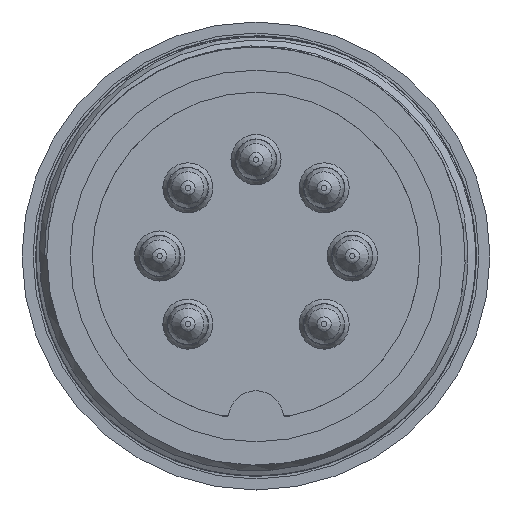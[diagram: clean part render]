
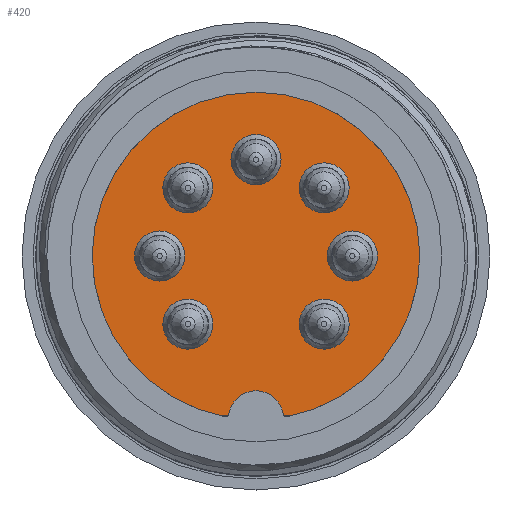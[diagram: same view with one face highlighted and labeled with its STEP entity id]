
A CAD part, front view. The second image highlights one B-rep face of the part: STEP entity #420.
In plain terms, the highlighted planar face has unit normal (0, -1, 0).
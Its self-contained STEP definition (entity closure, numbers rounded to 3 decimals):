
#316=LINE('',#2463,#346);
#317=LINE('',#2467,#347);
#318=LINE('',#2469,#348);
#319=LINE('',#2471,#349);
#320=LINE('',#2475,#350);
#346=VECTOR('',#1965,1.);
#347=VECTOR('',#1968,1.);
#348=VECTOR('',#1969,1.);
#349=VECTOR('',#1970,1.);
#350=VECTOR('',#1973,1.);
#420=ADVANCED_FACE('',(#578,#579,#580,#581,#582,#583,#584,#585),#532,.F.);
#532=PLANE('',#1726);
#578=FACE_BOUND('',#757,.T.);
#579=FACE_BOUND('',#758,.T.);
#580=FACE_BOUND('',#759,.T.);
#581=FACE_BOUND('',#760,.T.);
#582=FACE_BOUND('',#761,.T.);
#583=FACE_BOUND('',#762,.T.);
#584=FACE_BOUND('',#763,.T.);
#585=FACE_BOUND('',#764,.T.);
#757=EDGE_LOOP('',(#987));
#758=EDGE_LOOP('',(#988));
#759=EDGE_LOOP('',(#989));
#760=EDGE_LOOP('',(#990));
#761=EDGE_LOOP('',(#991));
#762=EDGE_LOOP('',(#992));
#763=EDGE_LOOP('',(#993));
#764=EDGE_LOOP('',(#994,#995,#996,#997,#998,#999,#1000,#1001));
#987=ORIENTED_EDGE('',*,*,#1443,.T.);
#988=ORIENTED_EDGE('',*,*,#1444,.T.);
#989=ORIENTED_EDGE('',*,*,#1445,.T.);
#990=ORIENTED_EDGE('',*,*,#1446,.T.);
#991=ORIENTED_EDGE('',*,*,#1447,.T.);
#992=ORIENTED_EDGE('',*,*,#1448,.T.);
#993=ORIENTED_EDGE('',*,*,#1449,.T.);
#994=ORIENTED_EDGE('',*,*,#1442,.T.);
#995=ORIENTED_EDGE('',*,*,#1450,.T.);
#996=ORIENTED_EDGE('',*,*,#1451,.T.);
#997=ORIENTED_EDGE('',*,*,#1452,.F.);
#998=ORIENTED_EDGE('',*,*,#1453,.F.);
#999=ORIENTED_EDGE('',*,*,#1454,.F.);
#1000=ORIENTED_EDGE('',*,*,#1455,.T.);
#1001=ORIENTED_EDGE('',*,*,#1456,.T.);
#1295=VERTEX_POINT('',#2442);
#1297=VERTEX_POINT('',#2446);
#1298=VERTEX_POINT('',#2450);
#1299=VERTEX_POINT('',#2452);
#1300=VERTEX_POINT('',#2454);
#1301=VERTEX_POINT('',#2456);
#1302=VERTEX_POINT('',#2458);
#1303=VERTEX_POINT('',#2460);
#1304=VERTEX_POINT('',#2462);
#1305=VERTEX_POINT('',#2464);
#1306=VERTEX_POINT('',#2466);
#1307=VERTEX_POINT('',#2468);
#1308=VERTEX_POINT('',#2470);
#1309=VERTEX_POINT('',#2472);
#1310=VERTEX_POINT('',#2474);
#1442=EDGE_CURVE('',#1295,#1297,#1598,.T.);
#1443=EDGE_CURVE('',#1298,#1298,#1599,.T.);
#1444=EDGE_CURVE('',#1299,#1299,#1600,.T.);
#1445=EDGE_CURVE('',#1300,#1300,#1601,.T.);
#1446=EDGE_CURVE('',#1301,#1301,#1602,.T.);
#1447=EDGE_CURVE('',#1302,#1302,#1603,.T.);
#1448=EDGE_CURVE('',#1303,#1303,#1604,.T.);
#1449=EDGE_CURVE('',#1304,#1304,#1605,.T.);
#1450=EDGE_CURVE('',#1297,#1305,#316,.T.);
#1451=EDGE_CURVE('',#1305,#1306,#1606,.T.);
#1452=EDGE_CURVE('',#1307,#1306,#317,.T.);
#1453=EDGE_CURVE('',#1308,#1307,#318,.T.);
#1454=EDGE_CURVE('',#1309,#1308,#319,.T.);
#1455=EDGE_CURVE('',#1309,#1310,#1607,.T.);
#1456=EDGE_CURVE('',#1310,#1295,#320,.T.);
#1598=CIRCLE('',#1715,6.75);
#1599=CIRCLE('',#1717,0.91);
#1600=CIRCLE('',#1718,0.91);
#1601=CIRCLE('',#1719,0.91);
#1602=CIRCLE('',#1720,0.91);
#1603=CIRCLE('',#1721,0.91);
#1604=CIRCLE('',#1722,0.91);
#1605=CIRCLE('',#1723,0.91);
#1606=CIRCLE('',#1724,5.95);
#1607=CIRCLE('',#1725,5.95);
#1715=AXIS2_PLACEMENT_3D('',#2447,#1947,#1948);
#1717=AXIS2_PLACEMENT_3D('',#2449,#1951,#1952);
#1718=AXIS2_PLACEMENT_3D('',#2451,#1953,#1954);
#1719=AXIS2_PLACEMENT_3D('',#2453,#1955,#1956);
#1720=AXIS2_PLACEMENT_3D('',#2455,#1957,#1958);
#1721=AXIS2_PLACEMENT_3D('',#2457,#1959,#1960);
#1722=AXIS2_PLACEMENT_3D('',#2459,#1961,#1962);
#1723=AXIS2_PLACEMENT_3D('',#2461,#1963,#1964);
#1724=AXIS2_PLACEMENT_3D('',#2465,#1966,#1967);
#1725=AXIS2_PLACEMENT_3D('',#2473,#1971,#1972);
#1726=AXIS2_PLACEMENT_3D('',#2476,#1974,#1975);
#1947=DIRECTION('',(0.,-1.,0.));
#1948=DIRECTION('',(0.,0.,1.));
#1951=DIRECTION('',(0.,1.,0.));
#1952=DIRECTION('',(1.,0.,0.));
#1953=DIRECTION('',(0.,1.,0.));
#1954=DIRECTION('',(1.,0.,0.));
#1955=DIRECTION('',(0.,1.,0.));
#1956=DIRECTION('',(1.,0.,0.));
#1957=DIRECTION('',(0.,1.,0.));
#1958=DIRECTION('',(1.,0.,0.));
#1959=DIRECTION('',(0.,1.,0.));
#1960=DIRECTION('',(1.,0.,0.));
#1961=DIRECTION('',(0.,1.,0.));
#1962=DIRECTION('',(1.,0.,0.));
#1963=DIRECTION('',(0.,1.,0.));
#1964=DIRECTION('',(1.,0.,0.));
#1965=DIRECTION('',(1.,0.,0.));
#1966=DIRECTION('',(0.,-1.,0.));
#1967=DIRECTION('',(-1.,0.,0.));
#1968=DIRECTION('',(0.,0.,-1.));
#1969=DIRECTION('',(-1.,0.,0.));
#1970=DIRECTION('',(0.,0.,1.));
#1971=DIRECTION('',(0.,-1.,0.));
#1972=DIRECTION('',(0.202,0.,-0.979));
#1973=DIRECTION('',(1.,0.,0.));
#1974=DIRECTION('',(0.,1.,0.));
#1975=DIRECTION('',(-1.,0.,0.));
#2442=CARTESIAN_POINT('',(-6.587,-5.218,7.366));
#2446=CARTESIAN_POINT('',(-20.087,-5.218,7.366));
#2447=CARTESIAN_POINT('',(-13.337,-5.218,7.366));
#2449=CARTESIAN_POINT('',(-10.862,-5.218,4.892));
#2450=CARTESIAN_POINT('',(-9.952,-5.218,4.892));
#2451=CARTESIAN_POINT('',(-9.837,-5.218,7.366));
#2452=CARTESIAN_POINT('',(-8.927,-5.218,7.366));
#2453=CARTESIAN_POINT('',(-10.862,-5.218,9.841));
#2454=CARTESIAN_POINT('',(-9.952,-5.218,9.841));
#2455=CARTESIAN_POINT('',(-13.337,-5.218,10.866));
#2456=CARTESIAN_POINT('',(-12.427,-5.218,10.866));
#2457=CARTESIAN_POINT('',(-15.812,-5.218,9.841));
#2458=CARTESIAN_POINT('',(-14.902,-5.218,9.841));
#2459=CARTESIAN_POINT('',(-16.837,-5.218,7.366));
#2460=CARTESIAN_POINT('',(-15.927,-5.218,7.366));
#2461=CARTESIAN_POINT('',(-15.812,-5.218,4.892));
#2462=CARTESIAN_POINT('',(-14.902,-5.218,4.892));
#2463=CARTESIAN_POINT('',(-20.287,-5.218,7.366));
#2464=CARTESIAN_POINT('',(-19.287,-5.218,7.366));
#2465=CARTESIAN_POINT('',(-13.337,-5.218,7.366));
#2466=CARTESIAN_POINT('',(-14.537,-5.218,1.539));
#2467=CARTESIAN_POINT('',(-14.537,-5.218,0.948));
#2468=CARTESIAN_POINT('',(-14.537,-5.218,1.566));
#2469=CARTESIAN_POINT('',(-14.837,-5.218,1.566));
#2470=CARTESIAN_POINT('',(-12.137,-5.218,1.566));
#2471=CARTESIAN_POINT('',(-12.137,-5.218,1.596));
#2472=CARTESIAN_POINT('',(-12.137,-5.218,1.539));
#2473=CARTESIAN_POINT('',(-13.337,-5.218,7.366));
#2474=CARTESIAN_POINT('',(-7.387,-5.218,7.366));
#2475=CARTESIAN_POINT('',(-7.387,-5.218,7.366));
#2476=CARTESIAN_POINT('',(-5.692,-5.218,0.069));
